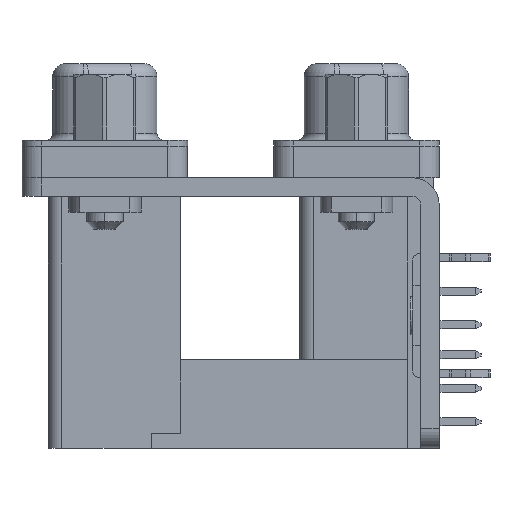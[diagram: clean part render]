
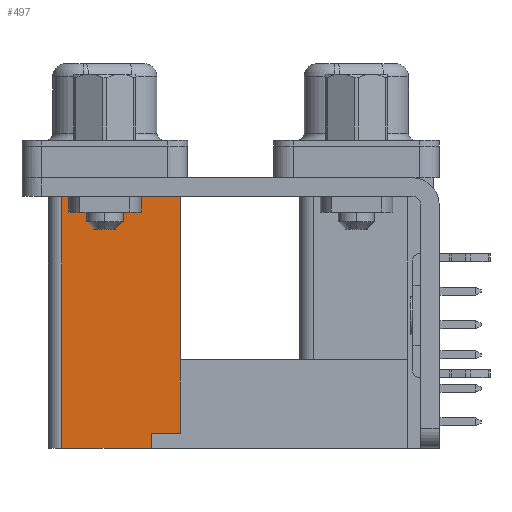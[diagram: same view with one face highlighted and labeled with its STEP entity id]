
A CAD part, left-side view. The second image highlights one B-rep face of the part: STEP entity #497.
In plain terms, the highlighted planar face has unit normal (-1, 0, 0).
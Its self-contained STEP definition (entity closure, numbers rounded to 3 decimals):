
#497 = ADVANCED_FACE ( 'NONE', ( #12660 ), #13397, .F. ) ;
#1019 = EDGE_CURVE ( 'NONE', #9707, #9781, #18781, .T. ) ;
#1021 = EDGE_CURVE ( 'NONE', #9643, #9775, #18785, .T. ) ;
#1022 = EDGE_CURVE ( 'NONE', #9686, #9643, #18787, .T. ) ;
#4200 = EDGE_LOOP ( 'NONE', ( #7192, #7193, #7194, #7195, #7196, #7197, #7198 ) ) ;
#4351 = EDGE_CURVE ( 'NONE', #9781, #9775, #24582, .T. ) ;
#4443 = EDGE_CURVE ( 'NONE', #9693, #9707, #24744, .T. ) ;
#4447 = EDGE_CURVE ( 'NONE', #9688, #9693, #24752, .T. ) ;
#4451 = EDGE_CURVE ( 'NONE', #9686, #9688, #24760, .T. ) ;
#7192 = ORIENTED_EDGE ( 'NONE', *, *, #4451, .T. ) ;
#7193 = ORIENTED_EDGE ( 'NONE', *, *, #4447, .T. ) ;
#7194 = ORIENTED_EDGE ( 'NONE', *, *, #4443, .T. ) ;
#7195 = ORIENTED_EDGE ( 'NONE', *, *, #1019, .T. ) ;
#7196 = ORIENTED_EDGE ( 'NONE', *, *, #4351, .T. ) ;
#7197 = ORIENTED_EDGE ( 'NONE', *, *, #1021, .F. ) ;
#7198 = ORIENTED_EDGE ( 'NONE', *, *, #1022, .F. ) ;
#9643 = VERTEX_POINT ( 'NONE', #28527 ) ;
#9686 = VERTEX_POINT ( 'NONE', #28570 ) ;
#9688 = VERTEX_POINT ( 'NONE', #28572 ) ;
#9693 = VERTEX_POINT ( 'NONE', #28577 ) ;
#9707 = VERTEX_POINT ( 'NONE', #28591 ) ;
#9775 = VERTEX_POINT ( 'NONE', #28659 ) ;
#9781 = VERTEX_POINT ( 'NONE', #28665 ) ;
#12660 = FACE_OUTER_BOUND ( 'NONE', #4200, .T. ) ;
#13397 = PLANE ( 'NONE',  #14145 ) ;
#13409 = CARTESIAN_POINT ( 'NONE',  ( -8.415, 22.321, -66.257 ) ) ;
#13410 = DIRECTION ( 'NONE',  ( 1., 0., 0. ) ) ;
#13411 = DIRECTION ( 'NONE',  ( 0., 1., 0. ) ) ;
#14145 = AXIS2_PLACEMENT_3D ( 'NONE', #13409, #13410, #13411 ) ;
#18781 = LINE ( 'NONE', #19570, #18786 ) ;
#18785 = LINE ( 'NONE', #19574, #18790 ) ;
#18786 = VECTOR ( 'NONE', #19575, 1000. ) ;
#18787 = LINE ( 'NONE', #19576, #18792 ) ;
#18790 = VECTOR ( 'NONE', #19579, 1000. ) ;
#18792 = VECTOR ( 'NONE', #19580, 1000. ) ;
#19570 = CARTESIAN_POINT ( 'NONE',  ( -8.415, 13.321, -66.257 ) ) ;
#19574 = CARTESIAN_POINT ( 'NONE',  ( -8.415, 22.321, -66.257 ) ) ;
#19575 = DIRECTION ( 'NONE',  ( 0., 0., 1. ) ) ;
#19576 = CARTESIAN_POINT ( 'NONE',  ( -8.415, 22.321, -23.34 ) ) ;
#19579 = DIRECTION ( 'NONE',  ( 0., 0., 1. ) ) ;
#19580 = DIRECTION ( 'NONE',  ( 0., 1., 0. ) ) ;
#24582 = LINE ( 'NONE', #26162, #24584 ) ;
#24584 = VECTOR ( 'NONE', #26163, 1000. ) ;
#24744 = LINE ( 'NONE', #26375, #24747 ) ;
#24747 = VECTOR ( 'NONE', #26376, 1000. ) ;
#24752 = LINE ( 'NONE', #26383, #24755 ) ;
#24755 = VECTOR ( 'NONE', #26384, 1000. ) ;
#24760 = LINE ( 'NONE', #26391, #24763 ) ;
#24763 = VECTOR ( 'NONE', #26392, 1000. ) ;
#26162 = CARTESIAN_POINT ( 'NONE',  ( -8.415, 22.321, -2.85 ) ) ;
#26163 = DIRECTION ( 'NONE',  ( 0., 1., 0. ) ) ;
#26375 = CARTESIAN_POINT ( 'NONE',  ( -8.415, 13.321, -66.257 ) ) ;
#26376 = DIRECTION ( 'NONE',  ( 0., 0., 1. ) ) ;
#26383 = CARTESIAN_POINT ( 'NONE',  ( -8.415, 13.321, -22.191 ) ) ;
#26384 = DIRECTION ( 'NONE',  ( 0., -1., 0. ) ) ;
#26391 = CARTESIAN_POINT ( 'NONE',  ( -8.415, 15.521, -23.341 ) ) ;
#26392 = DIRECTION ( 'NONE',  ( 0., 0., 1. ) ) ;
#28527 = CARTESIAN_POINT ( 'NONE',  ( -8.415, 22.321, -23.34 ) ) ;
#28570 = CARTESIAN_POINT ( 'NONE',  ( -8.415, 15.521, -23.34 ) ) ;
#28572 = CARTESIAN_POINT ( 'NONE',  ( -8.415, 15.521, -22.191 ) ) ;
#28577 = CARTESIAN_POINT ( 'NONE',  ( -8.415, 13.321, -22.191 ) ) ;
#28591 = CARTESIAN_POINT ( 'NONE',  ( -8.415, 13.321, -16.641 ) ) ;
#28659 = CARTESIAN_POINT ( 'NONE',  ( -8.415, 22.321, -2.85 ) ) ;
#28665 = CARTESIAN_POINT ( 'NONE',  ( -8.415, 13.321, -2.85 ) ) ;
